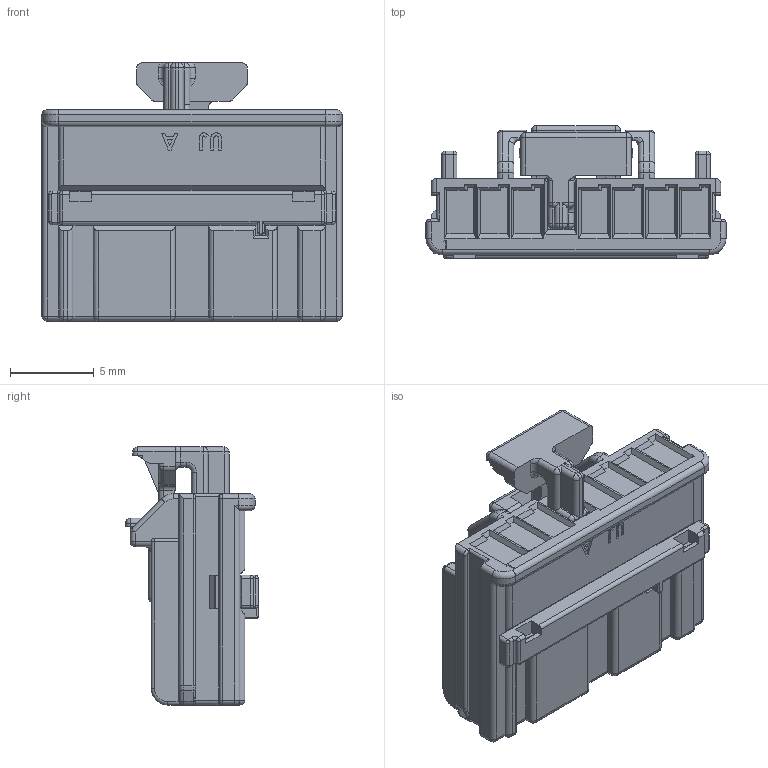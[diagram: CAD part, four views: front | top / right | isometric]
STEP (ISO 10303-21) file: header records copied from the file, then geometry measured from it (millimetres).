
FILE_DESCRIPTION (( 'STEP AP214' ), '1' );
FILE_NAME ('C_020_D_C_7F_ASSY_(A)_Rev.A.STEP', '2020-12-03T01:42:42', ( '' ), ( '' ), 'SwSTEP 2.0', 'SolidWorks 2019', '' );
FILE_SCHEMA (( 'AUTOMOTIVE_DESIGN' ));
Length unit declared in the file: millimetre
Products named in the file (1): C_020_D_C_7F_ASSY_(A)_Rev.A
Bounding box: 17.9 x 7.92 x 15.4 mm (x, y, z)
Volume: 1005.5 mm3; surface area: 1207.9 mm2
Topology: 1 solids, 1 shells, 824 faces, 2117 edges, 1275 vertices
Faces by surface type: plane 423, cylinder 268, torus 49, bspline 46, sphere 38
Entity records: 34894 total; most frequent: CARTESIAN_POINT 6402, ORIENTED_EDGE 4150, DIRECTION 3917, EDGE_CURVE 2075, VECTOR 1433, LINE 1433, VERTEX_POINT 1275, AXIS2_PLACEMENT_3D 1242
